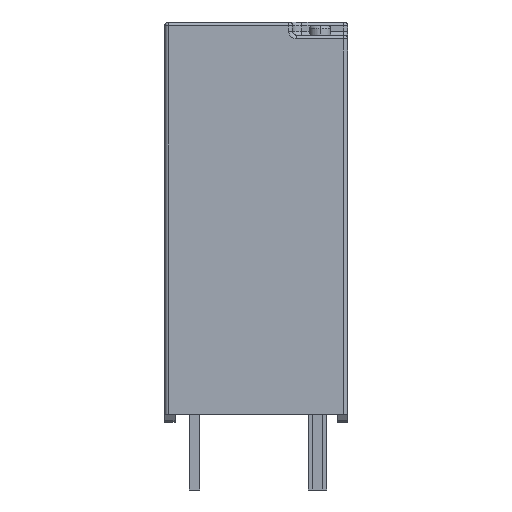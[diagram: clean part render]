
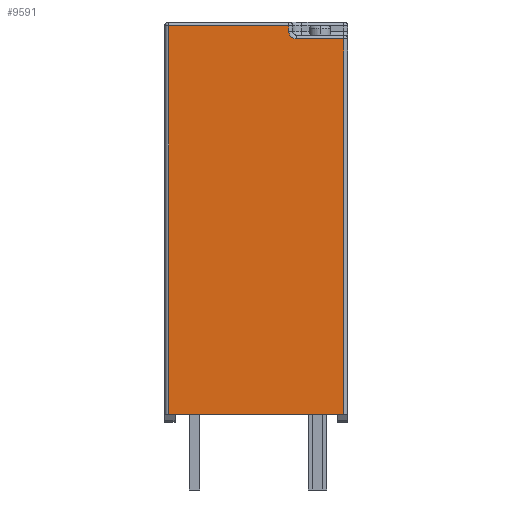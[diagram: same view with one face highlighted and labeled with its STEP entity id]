
A CAD part, left-side view. The second image highlights one B-rep face of the part: STEP entity #9591.
In plain terms, the highlighted planar face has unit normal (-1, 0, 0).
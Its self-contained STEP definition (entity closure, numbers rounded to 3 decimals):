
#315 = ORIENTED_EDGE ( 'NONE', *, *, #8150, .T. ) ;
#554 = CARTESIAN_POINT ( 'NONE',  ( -10.25, -1.25, 15.3 ) ) ;
#1215 = VECTOR ( 'NONE', #13561, 1000. ) ;
#1389 = VERTEX_POINT ( 'NONE', #15521 ) ;
#1393 = DIRECTION ( 'NONE',  ( 0., 0., -1. ) ) ;
#1892 = VERTEX_POINT ( 'NONE', #2880 ) ;
#2040 = VECTOR ( 'NONE', #9029, 1000. ) ;
#2785 = EDGE_LOOP ( 'NONE', ( #315, #7767, #2851, #16795, #3235, #14570, #9994 ) ) ;
#2851 = ORIENTED_EDGE ( 'NONE', *, *, #14657, .T. ) ;
#2880 = CARTESIAN_POINT ( 'NONE',  ( -10.25, -1.25, 14.95 ) ) ;
#3068 = EDGE_CURVE ( 'NONE', #11935, #9974, #9031, .T. ) ;
#3155 = LINE ( 'NONE', #14869, #1215 ) ;
#3208 = CARTESIAN_POINT ( 'NONE',  ( -10.25, -1.55, 14.95 ) ) ;
#3235 = ORIENTED_EDGE ( 'NONE', *, *, #3068, .T. ) ;
#3616 = CIRCLE ( 'NONE', #9950, 0.3 ) ;
#3946 = PLANE ( 'NONE',  #11316 ) ;
#4644 = DIRECTION ( 'NONE',  ( 0., 1., 0. ) ) ;
#4737 = VERTEX_POINT ( 'NONE', #17024 ) ;
#6097 = CARTESIAN_POINT ( 'NONE',  ( -10.25, -3.35, 14.65 ) ) ;
#6200 = CARTESIAN_POINT ( 'NONE',  ( -10.25, -1.4, 14.65 ) ) ;
#6625 = VECTOR ( 'NONE', #14660, 1000. ) ;
#7384 = LINE ( 'NONE', #13434, #6625 ) ;
#7767 = ORIENTED_EDGE ( 'NONE', *, *, #15800, .T. ) ;
#7931 = LINE ( 'NONE', #554, #9770 ) ;
#8042 = EDGE_CURVE ( 'NONE', #1892, #9974, #3616, .T. ) ;
#8150 = EDGE_CURVE ( 'NONE', #4737, #8543, #13243, .T. ) ;
#8543 = VERTEX_POINT ( 'NONE', #17632 ) ;
#8801 = DIRECTION ( 'NONE',  ( 0., 0., -1. ) ) ;
#9029 = DIRECTION ( 'NONE',  ( 0., -1., 0. ) ) ;
#9031 = LINE ( 'NONE', #6200, #9456 ) ;
#9352 = FACE_OUTER_BOUND ( 'NONE', #2785, .T. ) ;
#9456 = VECTOR ( 'NONE', #11952, 1000. ) ;
#9591 = ADVANCED_FACE ( 'NONE', ( #9352 ), #3946, .F. ) ;
#9717 = CARTESIAN_POINT ( 'NONE',  ( -10.25, 3.5, 15.3 ) ) ;
#9770 = VECTOR ( 'NONE', #14936, 1000. ) ;
#9950 = AXIS2_PLACEMENT_3D ( 'NONE', #3208, #11817, #8801 ) ;
#9974 = VERTEX_POINT ( 'NONE', #10527 ) ;
#9994 = ORIENTED_EDGE ( 'NONE', *, *, #10205, .T. ) ;
#10205 = EDGE_CURVE ( 'NONE', #1892, #4737, #7931, .T. ) ;
#10527 = CARTESIAN_POINT ( 'NONE',  ( -10.25, -1.55, 14.65 ) ) ;
#10721 = LINE ( 'NONE', #11866, #2040 ) ;
#11316 = AXIS2_PLACEMENT_3D ( 'NONE', #9717, #12270, #1393 ) ;
#11817 = DIRECTION ( 'NONE',  ( -1., 0., 0. ) ) ;
#11866 = CARTESIAN_POINT ( 'NONE',  ( -10.25, 3.5, 0.3 ) ) ;
#11935 = VERTEX_POINT ( 'NONE', #6097 ) ;
#11952 = DIRECTION ( 'NONE',  ( 0., 1., 0. ) ) ;
#12270 = DIRECTION ( 'NONE',  ( 1., 0., 0. ) ) ;
#12561 = EDGE_CURVE ( 'NONE', #1389, #11935, #3155, .T. ) ;
#13243 = LINE ( 'NONE', #17587, #16903 ) ;
#13434 = CARTESIAN_POINT ( 'NONE',  ( -10.25, 3.35, 15.3 ) ) ;
#13561 = DIRECTION ( 'NONE',  ( 0., 0., 1. ) ) ;
#14266 = CARTESIAN_POINT ( 'NONE',  ( -10.25, 3.35, 0.3 ) ) ;
#14570 = ORIENTED_EDGE ( 'NONE', *, *, #8042, .F. ) ;
#14657 = EDGE_CURVE ( 'NONE', #17125, #1389, #10721, .T. ) ;
#14660 = DIRECTION ( 'NONE',  ( 0., 0., -1. ) ) ;
#14869 = CARTESIAN_POINT ( 'NONE',  ( -10.25, -3.35, 15.3 ) ) ;
#14936 = DIRECTION ( 'NONE',  ( 0., 0., 1. ) ) ;
#15521 = CARTESIAN_POINT ( 'NONE',  ( -10.25, -3.35, 0.3 ) ) ;
#15800 = EDGE_CURVE ( 'NONE', #8543, #17125, #7384, .T. ) ;
#16795 = ORIENTED_EDGE ( 'NONE', *, *, #12561, .T. ) ;
#16903 = VECTOR ( 'NONE', #4644, 1000. ) ;
#17024 = CARTESIAN_POINT ( 'NONE',  ( -10.25, -1.25, 15.15 ) ) ;
#17125 = VERTEX_POINT ( 'NONE', #14266 ) ;
#17587 = CARTESIAN_POINT ( 'NONE',  ( -10.25, 3.5, 15.15 ) ) ;
#17632 = CARTESIAN_POINT ( 'NONE',  ( -10.25, 3.35, 15.15 ) ) ;
